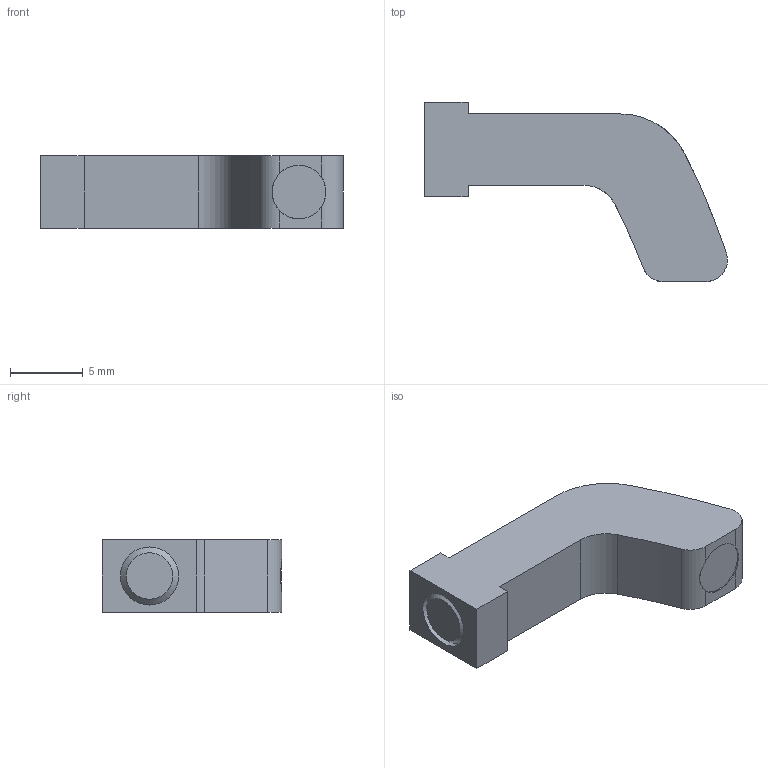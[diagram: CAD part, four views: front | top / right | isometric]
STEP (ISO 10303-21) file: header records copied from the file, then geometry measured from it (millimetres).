
FILE_DESCRIPTION(/* description */ ('STEP AP214'),/* implementation_level */ '2;1');
FILE_NAME(/* name */ '1692969_DASI-Q11-16-A-SL',/* time_stamp */ '2024-08-14T17:27:16+02:00',/* author */ ('License CC BY-ND 4.0'),/* organization */ ('CADENAS'),/* preprocessor_version */ 'ST-DEVELOPER v19.3',/* originating_system */ 'PARTsolutions',/* authorisation */ ' ');
FILE_SCHEMA (('AUTOMOTIVE_DESIGN {1 0 10303 214 3 1 1}'));
Length unit declared in the file: millimetre
Products named in the file (1): 1692969 DASI-Q11-16-A-SL
Bounding box: 20.86 x 12.35 x 5 mm (x, y, z)
Volume: 582.3 mm3; surface area: 667.8 mm2
Topology: 1 solids, 1 shells, 32 faces, 82 edges, 54 vertices
Faces by surface type: plane 21, cylinder 9, cone 2
Full cylindrical faces by diameter (mm): 3.2 x1, 3.7 x1, 4 x1
Entity records: 1191 total; most frequent: CARTESIAN_POINT 184, DIRECTION 157, ORIENTED_EDGE 150, EDGE_CURVE 75, AXIS2_PLACEMENT_3D 53, VERTEX_POINT 52, LINE 51, VECTOR 51
